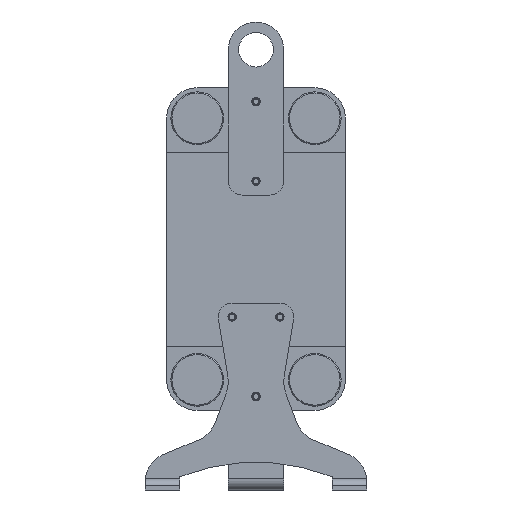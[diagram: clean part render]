
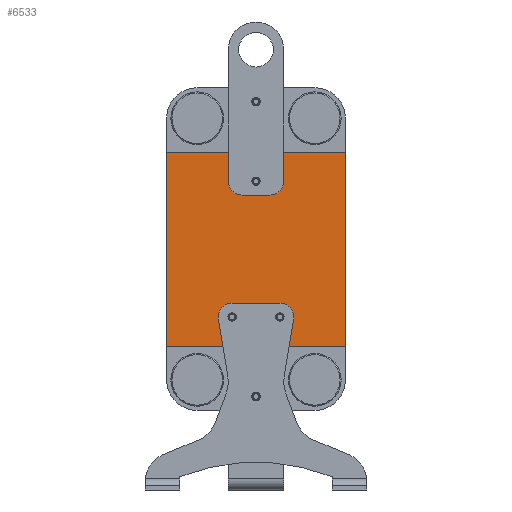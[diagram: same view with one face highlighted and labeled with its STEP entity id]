
A CAD part, front view. The second image highlights one B-rep face of the part: STEP entity #6533.
In plain terms, the highlighted planar face has unit normal (0, -1, 0).
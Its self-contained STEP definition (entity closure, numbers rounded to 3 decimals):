
#54=FACE_BOUND('',#2251,.T.);
#55=FACE_BOUND('',#2252,.T.);
#56=FACE_BOUND('',#2253,.T.);
#1809=PLANE('',#7291);
#1995=FACE_OUTER_BOUND('',#2250,.T.);
#2250=EDGE_LOOP('',(#5834,#5835,#5836,#5837));
#2251=EDGE_LOOP('',(#5838));
#2252=EDGE_LOOP('',(#5839));
#2253=EDGE_LOOP('',(#5840));
#2948=LINE('',#12769,#3650);
#2955=LINE('',#12788,#3657);
#2964=LINE('',#12811,#3666);
#2971=LINE('',#12828,#3673);
#3650=VECTOR('',#9262,10.);
#3657=VECTOR('',#9277,10.);
#3666=VECTOR('',#9298,10.);
#3673=VECTOR('',#9317,10.);
#4294=CIRCLE('',#7244,5.);
#4297=CIRCLE('',#7250,5.);
#4303=CIRCLE('',#7262,5.);
#4567=VERTEX_POINT('',#12727);
#4570=VERTEX_POINT('',#12736);
#4576=VERTEX_POINT('',#12754);
#4580=VERTEX_POINT('',#12767);
#4581=VERTEX_POINT('',#12768);
#4588=VERTEX_POINT('',#12786);
#4589=VERTEX_POINT('',#12787);
#5002=EDGE_CURVE('',#4567,#4567,#4294,.T.);
#5005=EDGE_CURVE('',#4570,#4570,#4297,.T.);
#5011=EDGE_CURVE('',#4576,#4576,#4303,.T.);
#5015=EDGE_CURVE('',#4580,#4581,#2948,.T.);
#5024=EDGE_CURVE('',#4588,#4589,#2955,.T.);
#5036=EDGE_CURVE('',#4588,#4581,#2964,.T.);
#5045=EDGE_CURVE('',#4580,#4589,#2971,.T.);
#5834=ORIENTED_EDGE('',*,*,#5015,.T.);
#5835=ORIENTED_EDGE('',*,*,#5036,.F.);
#5836=ORIENTED_EDGE('',*,*,#5024,.T.);
#5837=ORIENTED_EDGE('',*,*,#5045,.F.);
#5838=ORIENTED_EDGE('',*,*,#5002,.T.);
#5839=ORIENTED_EDGE('',*,*,#5005,.T.);
#5840=ORIENTED_EDGE('',*,*,#5011,.T.);
#6533=ADVANCED_FACE('',(#1995,#54,#55,#56),#1809,.F.);
#7244=AXIS2_PLACEMENT_3D('',#12728,#9208,#9209);
#7250=AXIS2_PLACEMENT_3D('',#12737,#9220,#9221);
#7262=AXIS2_PLACEMENT_3D('',#12755,#9244,#9245);
#7291=AXIS2_PLACEMENT_3D('',#12839,#9330,#9331);
#9208=DIRECTION('center_axis',(0.,1.,0.));
#9209=DIRECTION('ref_axis',(1.,0.,0.));
#9220=DIRECTION('center_axis',(0.,1.,0.));
#9221=DIRECTION('ref_axis',(1.,0.,0.));
#9244=DIRECTION('center_axis',(0.,1.,0.));
#9245=DIRECTION('ref_axis',(1.,0.,0.));
#9262=DIRECTION('',(1.,0.,0.));
#9277=DIRECTION('',(-1.,0.,0.));
#9298=DIRECTION('',(0.,0.,-1.));
#9317=DIRECTION('',(0.,0.,1.));
#9330=DIRECTION('center_axis',(0.,1.,0.));
#9331=DIRECTION('ref_axis',(-1.,0.,0.));
#12727=CARTESIAN_POINT('',(29.5,0.,135.));
#12728=CARTESIAN_POINT('Origin',(34.5,0.,135.));
#12736=CARTESIAN_POINT('',(-39.5,0.,135.));
#12737=CARTESIAN_POINT('Origin',(-34.5,0.,135.));
#12754=CARTESIAN_POINT('',(-5.,0.,331.));
#12755=CARTESIAN_POINT('Origin',(0.,0.,
331.));
#12767=CARTESIAN_POINT('',(-129.,0.,93.));
#12768=CARTESIAN_POINT('',(129.,0.,93.));
#12769=CARTESIAN_POINT('',(64.5,0.,93.));
#12786=CARTESIAN_POINT('',(129.,0.,373.));
#12787=CARTESIAN_POINT('',(-129.,0.,373.));
#12788=CARTESIAN_POINT('',(-64.5,0.,373.));
#12811=CARTESIAN_POINT('',(129.,0.,422.2));
#12828=CARTESIAN_POINT('',(-129.,0.,43.8));
#12839=CARTESIAN_POINT('Origin',(0.,0.,
233.));
